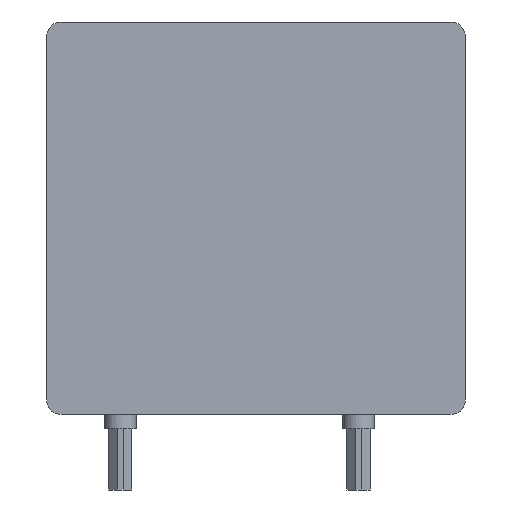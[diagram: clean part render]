
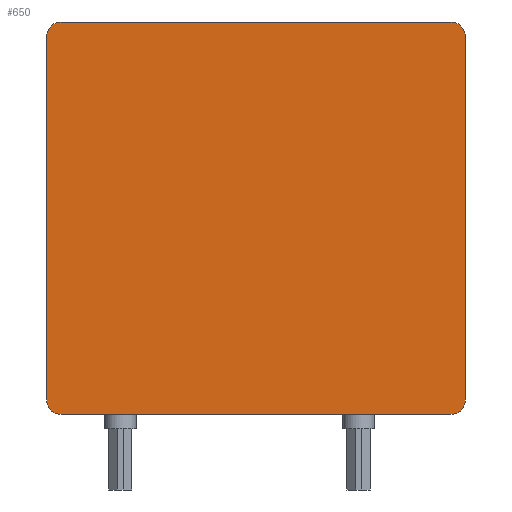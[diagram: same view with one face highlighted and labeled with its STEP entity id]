
A CAD part, left-side view. The second image highlights one B-rep face of the part: STEP entity #650.
In plain terms, the highlighted planar face has unit normal (-1, 0, 0).
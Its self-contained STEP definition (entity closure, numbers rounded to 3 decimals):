
#190 = VERTEX_POINT('',#191);
#191 = CARTESIAN_POINT('',(-1.3,2.03,0.));
#197 = EDGE_CURVE('',#190,#198,#200,.T.);
#198 = VERTEX_POINT('',#199);
#199 = CARTESIAN_POINT('',(-1.3,-11.37,0.));
#200 = LINE('',#201,#202);
#201 = CARTESIAN_POINT('',(-1.3,2.53,0.));
#202 = VECTOR('',#203,1.);
#203 = DIRECTION('',(0.,-1.,0.));
#219 = EDGE_CURVE('',#198,#220,#222,.T.);
#220 = VERTEX_POINT('',#221);
#221 = CARTESIAN_POINT('',(-1.3,-11.87,0.5));
#222 = CIRCLE('',#223,0.5);
#223 = AXIS2_PLACEMENT_3D('',#224,#225,#226);
#224 = CARTESIAN_POINT('',(-1.3,-11.37,0.5));
#225 = DIRECTION('',(-1.,0.,-0.));
#226 = DIRECTION('',(-0.,0.,1.));
#246 = EDGE_CURVE('',#247,#190,#249,.T.);
#247 = VERTEX_POINT('',#248);
#248 = CARTESIAN_POINT('',(-1.3,2.53,0.5));
#249 = CIRCLE('',#250,0.5);
#250 = AXIS2_PLACEMENT_3D('',#251,#252,#253);
#251 = CARTESIAN_POINT('',(-1.3,2.03,0.5));
#252 = DIRECTION('',(-1.,0.,0.));
#253 = DIRECTION('',(0.,0.,-1.));
#269 = EDGE_CURVE('',#220,#270,#272,.T.);
#270 = VERTEX_POINT('',#271);
#271 = CARTESIAN_POINT('',(-1.3,-11.87,13.));
#272 = LINE('',#273,#274);
#273 = CARTESIAN_POINT('',(-1.3,-11.87,0.));
#274 = VECTOR('',#275,1.);
#275 = DIRECTION('',(0.,0.,1.));
#565 = VERTEX_POINT('',#566);
#566 = CARTESIAN_POINT('',(-1.3,2.53,13.));
#572 = EDGE_CURVE('',#247,#565,#573,.T.);
#573 = LINE('',#574,#575);
#574 = CARTESIAN_POINT('',(-1.3,2.53,0.));
#575 = VECTOR('',#576,1.);
#576 = DIRECTION('',(0.,0.,1.));
#587 = EDGE_CURVE('',#588,#270,#590,.T.);
#588 = VERTEX_POINT('',#589);
#589 = CARTESIAN_POINT('',(-1.3,-11.37,13.5));
#590 = CIRCLE('',#591,0.5);
#591 = AXIS2_PLACEMENT_3D('',#592,#593,#594);
#592 = CARTESIAN_POINT('',(-1.3,-11.37,13.));
#593 = DIRECTION('',(1.,0.,0.));
#594 = DIRECTION('',(-0.,0.,1.));
#614 = VERTEX_POINT('',#615);
#615 = CARTESIAN_POINT('',(-1.3,2.03,13.5));
#621 = EDGE_CURVE('',#565,#614,#622,.T.);
#622 = CIRCLE('',#623,0.5);
#623 = AXIS2_PLACEMENT_3D('',#624,#625,#626);
#624 = CARTESIAN_POINT('',(-1.3,2.03,13.));
#625 = DIRECTION('',(1.,-0.,0.));
#626 = DIRECTION('',(0.,0.,-1.));
#639 = EDGE_CURVE('',#614,#588,#640,.T.);
#640 = LINE('',#641,#642);
#641 = CARTESIAN_POINT('',(-1.3,2.53,13.5));
#642 = VECTOR('',#643,1.);
#643 = DIRECTION('',(0.,-1.,0.));
#650 = ADVANCED_FACE('',(#651),#661,.F.);
#651 = FACE_BOUND('',#652,.F.);
#652 = EDGE_LOOP('',(#653,#654,#655,#656,#657,#658,#659,#660));
#653 = ORIENTED_EDGE('',*,*,#197,.F.);
#654 = ORIENTED_EDGE('',*,*,#246,.F.);
#655 = ORIENTED_EDGE('',*,*,#572,.T.);
#656 = ORIENTED_EDGE('',*,*,#621,.T.);
#657 = ORIENTED_EDGE('',*,*,#639,.T.);
#658 = ORIENTED_EDGE('',*,*,#587,.T.);
#659 = ORIENTED_EDGE('',*,*,#269,.F.);
#660 = ORIENTED_EDGE('',*,*,#219,.F.);
#661 = PLANE('',#662);
#662 = AXIS2_PLACEMENT_3D('',#663,#664,#665);
#663 = CARTESIAN_POINT('',(-1.3,2.53,0.));
#664 = DIRECTION('',(1.,0.,-0.));
#665 = DIRECTION('',(0.,-1.,0.));
